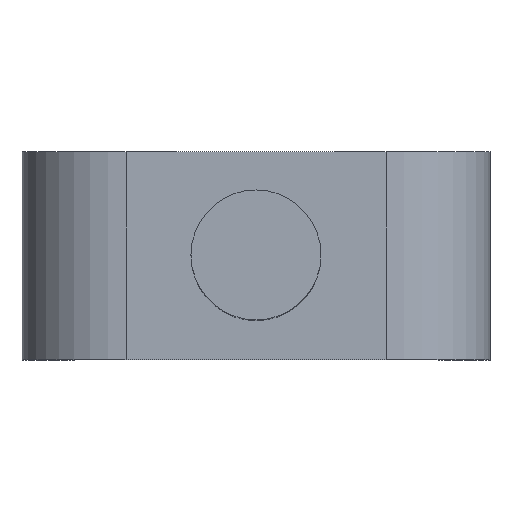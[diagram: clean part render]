
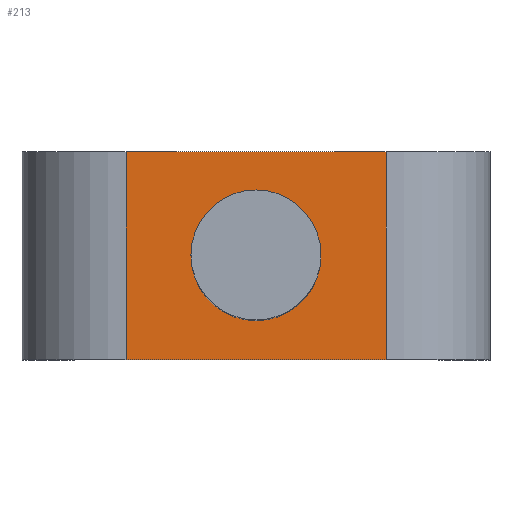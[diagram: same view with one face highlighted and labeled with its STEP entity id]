
A CAD part, top view. The second image highlights one B-rep face of the part: STEP entity #213.
In plain terms, the highlighted planar face has unit normal (0, 0, 1).
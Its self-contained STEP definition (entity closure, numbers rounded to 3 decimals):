
#6 = VECTOR ( 'NONE', #263, 1000. ) ;
#17 = CARTESIAN_POINT ( 'NONE',  ( -25., -20., 5. ) ) ;
#55 = VERTEX_POINT ( 'NONE', #93 ) ;
#59 = FACE_OUTER_BOUND ( 'NONE', #67, .T. ) ;
#67 = EDGE_LOOP ( 'NONE', ( #627, #370, #166, #661 ) ) ;
#74 = VERTEX_POINT ( 'NONE', #517 ) ;
#75 = VECTOR ( 'NONE', #797, 1000. ) ;
#76 = DIRECTION ( 'NONE',  ( 1., 0., 0. ) ) ;
#93 = CARTESIAN_POINT ( 'NONE',  ( -25., 20., 5. ) ) ;
#96 = AXIS2_PLACEMENT_3D ( 'NONE', #152, #511, #321 ) ;
#114 = EDGE_CURVE ( 'NONE', #55, #530, #763, .T. ) ;
#131 = CARTESIAN_POINT ( 'NONE',  ( 0., 20., 5. ) ) ;
#146 = EDGE_CURVE ( 'NONE', #614, #74, #323, .T. ) ;
#150 = VECTOR ( 'NONE', #76, 1000. ) ;
#152 = CARTESIAN_POINT ( 'NONE',  ( 0., 0., 5. ) ) ;
#166 = ORIENTED_EDGE ( 'NONE', *, *, #114, .F. ) ;
#199 = DIRECTION ( 'NONE',  ( 0., 1., 0. ) ) ;
#209 = CARTESIAN_POINT ( 'NONE',  ( 25., 20., 5. ) ) ;
#211 = CARTESIAN_POINT ( 'NONE',  ( 12.5, 0., 5. ) ) ;
#213 = ADVANCED_FACE ( 'NONE', ( #748, #59 ), #803, .F. ) ;
#246 = CARTESIAN_POINT ( 'NONE',  ( -25., -20., 5. ) ) ;
#262 = EDGE_CURVE ( 'NONE', #55, #614, #676, .T. ) ;
#263 = DIRECTION ( 'NONE',  ( 1., 0., 0. ) ) ;
#284 = AXIS2_PLACEMENT_3D ( 'NONE', #366, #306, #738 ) ;
#306 = DIRECTION ( 'NONE',  ( 0., 0., 1. ) ) ;
#321 = DIRECTION ( 'NONE',  ( 1., 0., 0. ) ) ;
#323 = LINE ( 'NONE', #509, #6 ) ;
#334 = EDGE_CURVE ( 'NONE', #554, #606, #634, .T. ) ;
#366 = CARTESIAN_POINT ( 'NONE',  ( 0., 0., 5. ) ) ;
#370 = ORIENTED_EDGE ( 'NONE', *, *, #775, .T. ) ;
#422 = DIRECTION ( 'NONE',  ( 0., -1., 0. ) ) ;
#425 = AXIS2_PLACEMENT_3D ( 'NONE', #131, #673, #422 ) ;
#438 = ORIENTED_EDGE ( 'NONE', *, *, #718, .F. ) ;
#449 = CARTESIAN_POINT ( 'NONE',  ( 25., 20., 5. ) ) ;
#502 = LINE ( 'NONE', #209, #547 ) ;
#509 = CARTESIAN_POINT ( 'NONE',  ( 0., -20., 5. ) ) ;
#511 = DIRECTION ( 'NONE',  ( 0., 0., 1. ) ) ;
#517 = CARTESIAN_POINT ( 'NONE',  ( 25., -20., 5. ) ) ;
#530 = VERTEX_POINT ( 'NONE', #449 ) ;
#547 = VECTOR ( 'NONE', #199, 1000. ) ;
#554 = VERTEX_POINT ( 'NONE', #211 ) ;
#575 = CARTESIAN_POINT ( 'NONE',  ( 0., 20., 5. ) ) ;
#578 = CIRCLE ( 'NONE', #96, 12.5 ) ;
#606 = VERTEX_POINT ( 'NONE', #646 ) ;
#614 = VERTEX_POINT ( 'NONE', #17 ) ;
#627 = ORIENTED_EDGE ( 'NONE', *, *, #146, .T. ) ;
#634 = CIRCLE ( 'NONE', #284, 12.5 ) ;
#646 = CARTESIAN_POINT ( 'NONE',  ( -12.5, 0., 5. ) ) ;
#661 = ORIENTED_EDGE ( 'NONE', *, *, #262, .T. ) ;
#669 = ORIENTED_EDGE ( 'NONE', *, *, #334, .F. ) ;
#673 = DIRECTION ( 'NONE',  ( 0., 0., -1. ) ) ;
#676 = LINE ( 'NONE', #246, #75 ) ;
#718 = EDGE_CURVE ( 'NONE', #606, #554, #578, .T. ) ;
#738 = DIRECTION ( 'NONE',  ( 1., 0., 0. ) ) ;
#748 = FACE_BOUND ( 'NONE', #757, .T. ) ;
#757 = EDGE_LOOP ( 'NONE', ( #438, #669 ) ) ;
#763 = LINE ( 'NONE', #575, #150 ) ;
#775 = EDGE_CURVE ( 'NONE', #74, #530, #502, .T. ) ;
#797 = DIRECTION ( 'NONE',  ( 0., -1., 0. ) ) ;
#803 = PLANE ( 'NONE',  #425 ) ;
